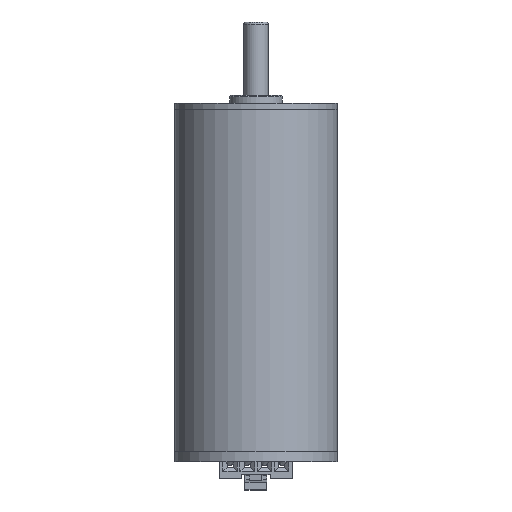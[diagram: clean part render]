
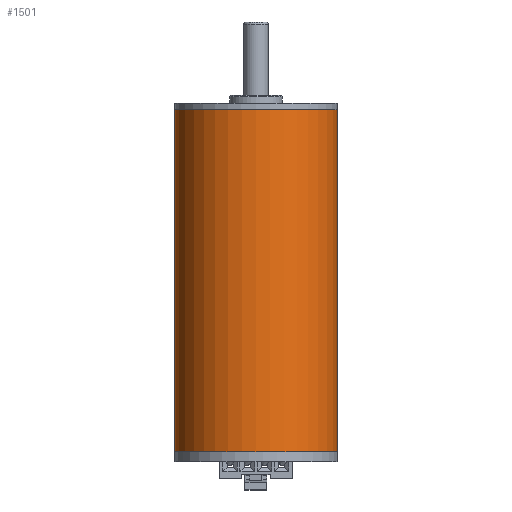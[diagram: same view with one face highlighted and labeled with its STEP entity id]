
A CAD part, top view. The second image highlights one B-rep face of the part: STEP entity #1501.
In plain terms, the highlighted cylindrical face has radius 20 mm (diameter 40 mm), a full revolution.
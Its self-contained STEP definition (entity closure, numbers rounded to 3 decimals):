
#106 = CARTESIAN_POINT ( 'NONE',  ( 0., 0., -20. ) ) ;
#311 = DIRECTION ( 'NONE',  ( 0., 0., -1. ) ) ;
#1055 = CIRCLE ( 'NONE', #11803, 20. ) ;
#1501 = ADVANCED_FACE ( 'NONE', ( #16834, #13574 ), #1689, .T. ) ;
#1512 = DIRECTION ( 'NONE',  ( 0., 0., -1. ) ) ;
#1689 = CYLINDRICAL_SURFACE ( 'NONE', #10795, 20. ) ;
#1812 = VERTEX_POINT ( 'NONE', #8225 ) ;
#3069 = VERTEX_POINT ( 'NONE', #106 ) ;
#4136 = EDGE_CURVE ( 'NONE', #1812, #1812, #4842, .T. ) ;
#4842 = CIRCLE ( 'NONE', #13395, 20. ) ;
#5250 = CARTESIAN_POINT ( 'NONE',  ( 0., 84., 0. ) ) ;
#8225 = CARTESIAN_POINT ( 'NONE',  ( 0., 84., -20. ) ) ;
#8807 = ORIENTED_EDGE ( 'NONE', *, *, #4136, .T. ) ;
#9025 = DIRECTION ( 'NONE',  ( 0., -1., 0. ) ) ;
#9209 = DIRECTION ( 'NONE',  ( 0., -1., 0. ) ) ;
#10795 = AXIS2_PLACEMENT_3D ( 'NONE', #12282, #9209, #311 ) ;
#11305 = DIRECTION ( 'NONE',  ( 0., -1., 0. ) ) ;
#11803 = AXIS2_PLACEMENT_3D ( 'NONE', #13482, #9025, #1512 ) ;
#12282 = CARTESIAN_POINT ( 'NONE',  ( 0., 0., 0. ) ) ;
#13117 = ORIENTED_EDGE ( 'NONE', *, *, #16712, .F. ) ;
#13395 = AXIS2_PLACEMENT_3D ( 'NONE', #5250, #11305, #17339 ) ;
#13482 = CARTESIAN_POINT ( 'NONE',  ( 0., 0., 0. ) ) ;
#13574 = FACE_OUTER_BOUND ( 'NONE', #17321, .T. ) ;
#14937 = EDGE_LOOP ( 'NONE', ( #8807 ) ) ;
#16712 = EDGE_CURVE ( 'NONE', #3069, #3069, #1055, .T. ) ;
#16834 = FACE_OUTER_BOUND ( 'NONE', #14937, .T. ) ;
#17321 = EDGE_LOOP ( 'NONE', ( #13117 ) ) ;
#17339 = DIRECTION ( 'NONE',  ( 0., 0., -1. ) ) ;
